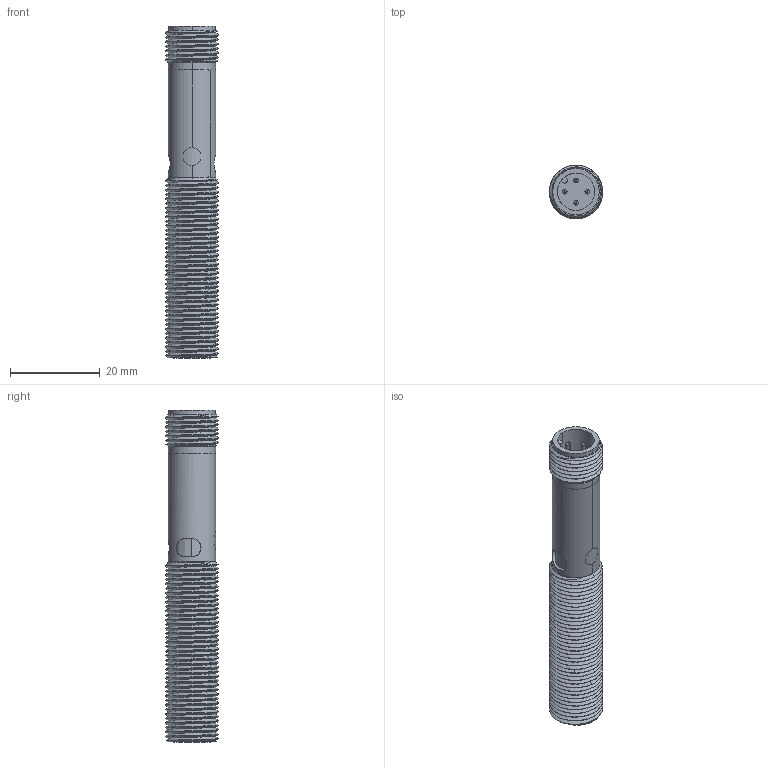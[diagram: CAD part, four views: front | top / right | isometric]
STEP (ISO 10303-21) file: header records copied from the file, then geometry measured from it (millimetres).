
FILE_DESCRIPTION((''),'2;1');
FILE_NAME('137702_SM01_ASM','2022-03-30T08:17:09',('PDMAdmin'),('BANNER ENGINEERING'),'CREO PARAMETRIC BY PTC INC, 2019292','CREO PARAMETRIC BY PTC INC, 2019292','');
FILE_SCHEMA(('CONFIG_CONTROL_DESIGN'));
Length unit declared in the file: millimetre
Products named in the file (2): 137702_EP01; 137702_SM01_ASM
Assembly tree (1 placements, depth 2):
  137702_SM01_ASM
    137702_EP01
Bounding box: 11.88 x 11.88 x 74 mm (x, y, z)
Volume: 6548.2 mm3; surface area: 5883.8 mm2
Topology: 2 solids, 2 shells, 214 faces, 577 edges, 374 vertices
Faces by surface type: cylinder 124, bspline 44, plane 30, cone 16
Entity records: 24979 total; most frequent: CARTESIAN_POINT 20108, ORIENTED_EDGE 1154, DIRECTION 757, EDGE_CURVE 577, VERTEX_POINT 374, AXIS2_PLACEMENT_3D 280, B_SPLINE_CURVE_WITH_KNOTS 273, EDGE_LOOP 235
